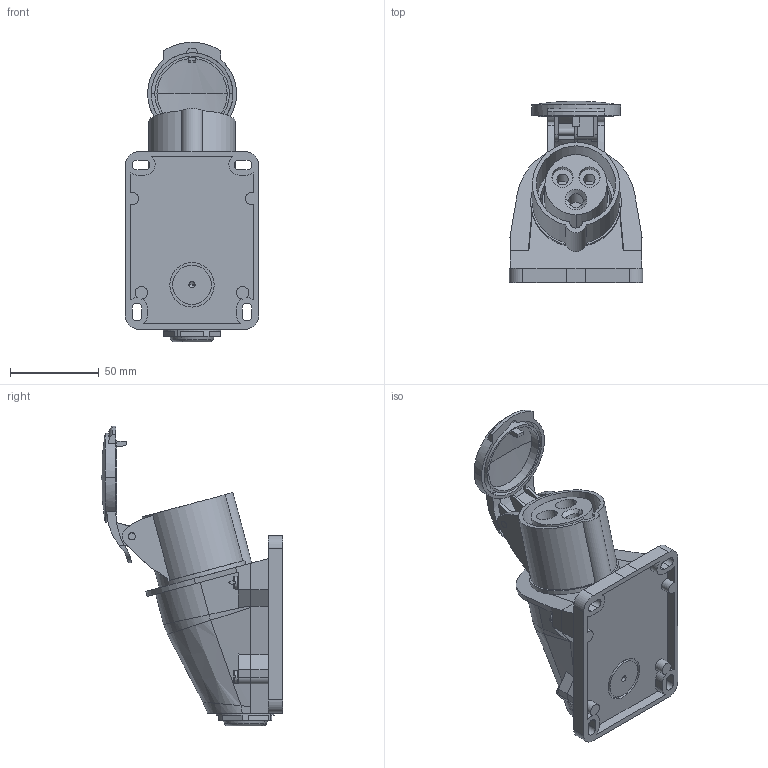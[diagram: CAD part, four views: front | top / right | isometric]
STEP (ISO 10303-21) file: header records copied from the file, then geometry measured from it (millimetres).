
FILE_DESCRIPTION((''),'2;1');
FILE_NAME('PKF16W423_3D-SIMPLIFIED_ASM','2023-03-06T14:25:28',('melanie.cordero'),(''),'CREO PARAMETRIC BY PTC INC, 2018260','CREO PARAMETRIC BY PTC INC, 2018260','');
FILE_SCHEMA(('CONFIG_CONTROL_DESIGN'));
Length unit declared in the file: millimetre
Products named in the file (9): PRT01; PRT02; PRT03; PRT04; PRT05; PRT06; PRT07; PRT08; PKF16W423_3D-SIMPLIFIED_ASM
Assembly tree (11 placements, depth 2):
  PKF16W423_3D-SIMPLIFIED_ASM
    PRT01
    PRT02
    PRT03  x4
    PRT04
    PRT05
    PRT06
    PRT07
    PRT08
Bounding box: 75 x 101.96 x 168.49 mm (x, y, z)
Volume: 174933.3 mm3; surface area: 94338 mm2
Topology: 11 solids, 11 shells, 567 faces, 1634 edges, 1101 vertices
Faces by surface type: plane 323, cylinder 155, cone 44, bspline 20, torus 19, sphere 6
Entity records: 15471 total; most frequent: CARTESIAN_POINT 3776, DIRECTION 2441, ORIENTED_EDGE 2420, EDGE_CURVE 1210, AXIS2_PLACEMENT_3D 884, VERTEX_POINT 822, VECTOR 673, LINE 673
